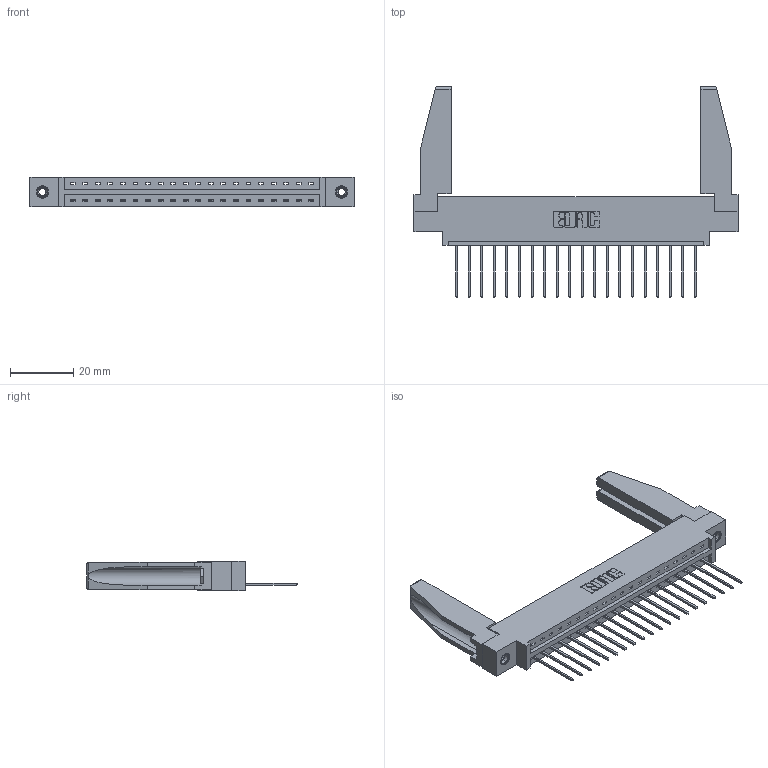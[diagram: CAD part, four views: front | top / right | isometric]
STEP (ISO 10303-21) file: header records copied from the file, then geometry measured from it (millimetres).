
FILE_DESCRIPTION (( 'STEP AP203' ), '1' );
FILE_NAME ('337-020-542-678.STEP', '2019-09-28T23:24:20', ( '' ), ( '' ), 'SwSTEP 2.0', 'SolidWorks 2016', '' );
FILE_SCHEMA (( 'CONFIG_CONTROL_DESIGN' ));
Length unit declared in the file: inch
Products named in the file (5): 337-020-542-678; 345-292-001_345-293-142; 345-250-001_345-250-001-102; 337 Part_0.170 Offset - 0.156 Dia-TI; 307-220-078
Assembly tree (25 placements, depth 2):
  337-020-542-678
    337 Part_0.170 Offset - 0.156 Dia-TI
    345-292-001_345-293-142  x20
    345-250-001_345-250-001-102  x2
    307-220-078  x2
Bounding box: 102.26 x 66.43 x 9.4 mm (x, y, z)
Volume: 14273.3 mm3; surface area: 14726.7 mm2
Topology: 25 solids, 25 shells, 1488 faces, 4413 edges, 2906 vertices
Faces by surface type: plane 1078, cylinder 394, cone 12, torus 4
Entity records: 20302 total; most frequent: CARTESIAN_POINT 3528, ORIENTED_EDGE 3440, DIRECTION 3024, EDGE_CURVE 1720, VECTOR 1554, LINE 1554, VERTEX_POINT 1140, AXIS2_PLACEMENT_3D 735
